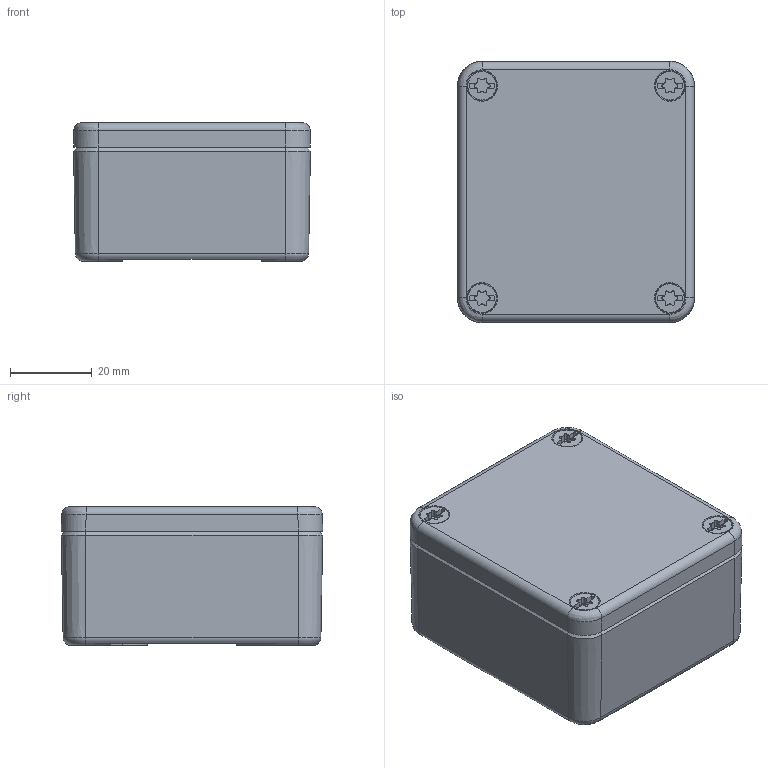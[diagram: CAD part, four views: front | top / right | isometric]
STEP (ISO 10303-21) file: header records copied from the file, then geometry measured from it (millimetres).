
FILE_DESCRIPTION(('CATIA V5 STEP Exchange','CAx-IF Rec.Pracs.--- Model Styling and Organization---1.5--- 2016-08-15','CAx-IF Rec.Pracs.---Supplemental Geometry---1.0---2011-11-01','CAx-IF Rec.Pracs.--- Composite Materials ---1.1---2010-07-15'),'2;1');
FILE_NAME ('D1465020_1', '2024-07-25T09:35:48+00:00', ('none'), ('Weidmueller'), 'CATIA Version 5-6 Release 2022 SP4 HF5', 'CATIA V5 STEP AP214 v3', 'none');
FILE_SCHEMA(('AUTOMOTIVE_DESIGN { 1 0 10303 214 1 1 1 1 }'));
Length unit declared in the file: millimetre
Products named in the file (1): _K01_Zusammenbau
Bounding box: 58 x 64 x 34 mm (x, y, z)
Volume: 50919.2 mm3; surface area: 36598.2 mm2
Topology: 11 solids, 11 shells, 797 faces, 1919 edges, 1173 vertices
Faces by surface type: cylinder 279, plane 276, cone 104, torus 84, bspline 34, sphere 20
Entity records: 24622 total; most frequent: CARTESIAN_POINT 6901, ORIENTED_EDGE 3786, DIRECTION 2759, EDGE_CURVE 1893, AXIS2_PLACEMENT_3D 1277, VERTEX_POINT 1173, VECTOR 944, LINE 944
